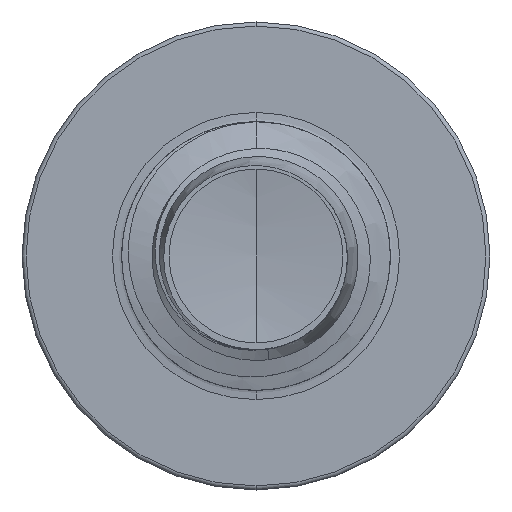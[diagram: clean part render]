
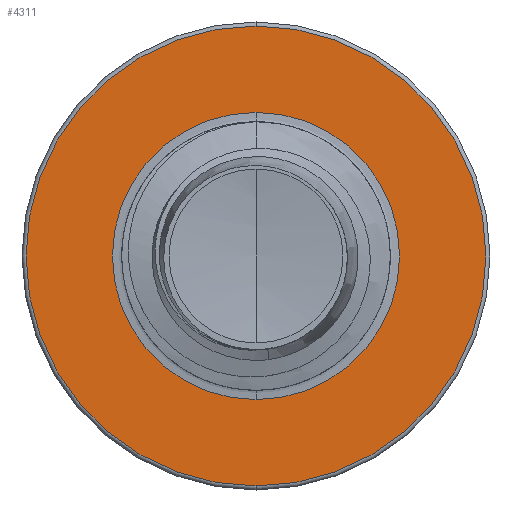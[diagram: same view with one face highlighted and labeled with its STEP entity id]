
A CAD part, front view. The second image highlights one B-rep face of the part: STEP entity #4311.
In plain terms, the highlighted planar face has unit normal (0, -1, 0).
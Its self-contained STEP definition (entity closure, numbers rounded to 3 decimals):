
#142 = AXIS2_PLACEMENT_3D ( 'NONE', #20946, #9238, #22320 ) ;
#333 = ORIENTED_EDGE ( 'NONE', *, *, #14721, .T. ) ;
#552 = EDGE_LOOP ( 'NONE', ( #17462, #333 ) ) ;
#781 = CIRCLE ( 'NONE', #142, 2.998 ) ;
#932 = VERTEX_POINT ( 'NONE', #11863 ) ;
#3245 = FACE_BOUND ( 'NONE', #552, .T. ) ;
#3852 = AXIS2_PLACEMENT_3D ( 'NONE', #13487, #13482, #13459 ) ;
#4311 = ADVANCED_FACE ( 'NONE', ( #16663, #3245 ), #11427, .F. ) ;
#4720 = EDGE_CURVE ( 'NONE', #16275, #11363, #19210, .T. ) ;
#5291 = DIRECTION ( 'NONE',  ( 0., 1., 0. ) ) ;
#5509 = AXIS2_PLACEMENT_3D ( 'NONE', #11710, #11644, #11418 ) ;
#6255 = CARTESIAN_POINT ( 'NONE',  ( 0., 10., 2.998 ) ) ;
#6397 = ORIENTED_EDGE ( 'NONE', *, *, #4720, .F. ) ;
#9238 = DIRECTION ( 'NONE',  ( 0., 1., 0. ) ) ;
#9386 = DIRECTION ( 'NONE',  ( 0., 0., 1. ) ) ;
#9423 = DIRECTION ( 'NONE',  ( 0., 1., 0. ) ) ;
#9448 = CARTESIAN_POINT ( 'NONE',  ( 0., 10., 0. ) ) ;
#11363 = VERTEX_POINT ( 'NONE', #12105 ) ;
#11418 = DIRECTION ( 'NONE',  ( 0., 0., 1. ) ) ;
#11427 = PLANE ( 'NONE',  #5509 ) ;
#11644 = DIRECTION ( 'NONE',  ( 0., 1., 0. ) ) ;
#11710 = CARTESIAN_POINT ( 'NONE',  ( 0., 10., -1.872 ) ) ;
#11863 = CARTESIAN_POINT ( 'NONE',  ( 0., 10., -1.872 ) ) ;
#12105 = CARTESIAN_POINT ( 'NONE',  ( 0., 10., -2.997 ) ) ;
#13459 = DIRECTION ( 'NONE',  ( 0., 0., 1. ) ) ;
#13482 = DIRECTION ( 'NONE',  ( 0., 1., 0. ) ) ;
#13487 = CARTESIAN_POINT ( 'NONE',  ( 0., 10., 0. ) ) ;
#13572 = CIRCLE ( 'NONE', #19065, 1.872 ) ;
#14588 = AXIS2_PLACEMENT_3D ( 'NONE', #9448, #9423, #9386 ) ;
#14721 = EDGE_CURVE ( 'NONE', #932, #18545, #17246, .T. ) ;
#16275 = VERTEX_POINT ( 'NONE', #6255 ) ;
#16663 = FACE_OUTER_BOUND ( 'NONE', #17822, .T. ) ;
#17246 = CIRCLE ( 'NONE', #3852, 1.872 ) ;
#17462 = ORIENTED_EDGE ( 'NONE', *, *, #24171, .T. ) ;
#17596 = CARTESIAN_POINT ( 'NONE',  ( 0., 10., 1.872 ) ) ;
#17822 = EDGE_LOOP ( 'NONE', ( #6397, #22660 ) ) ;
#18390 = CARTESIAN_POINT ( 'NONE',  ( 0., 10., 0. ) ) ;
#18545 = VERTEX_POINT ( 'NONE', #17596 ) ;
#19065 = AXIS2_PLACEMENT_3D ( 'NONE', #18390, #5291, #19952 ) ;
#19210 = CIRCLE ( 'NONE', #14588, 2.998 ) ;
#19952 = DIRECTION ( 'NONE',  ( 0., 0., 1. ) ) ;
#20946 = CARTESIAN_POINT ( 'NONE',  ( 0., 10., 0. ) ) ;
#22320 = DIRECTION ( 'NONE',  ( 0., 0., 1. ) ) ;
#22660 = ORIENTED_EDGE ( 'NONE', *, *, #23536, .F. ) ;
#23536 = EDGE_CURVE ( 'NONE', #11363, #16275, #781, .T. ) ;
#24171 = EDGE_CURVE ( 'NONE', #18545, #932, #13572, .T. ) ;
